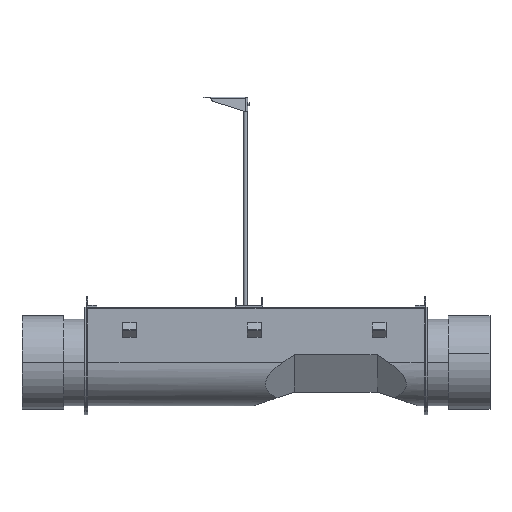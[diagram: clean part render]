
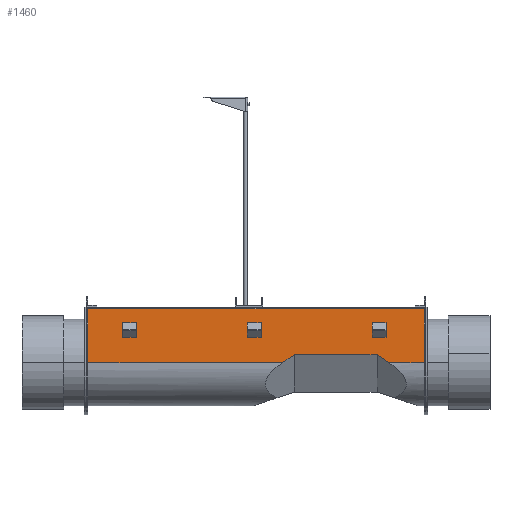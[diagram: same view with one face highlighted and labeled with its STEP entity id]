
A CAD part, top view. The second image highlights one B-rep face of the part: STEP entity #1460.
In plain terms, the highlighted planar face has unit normal (0, 0, 1).
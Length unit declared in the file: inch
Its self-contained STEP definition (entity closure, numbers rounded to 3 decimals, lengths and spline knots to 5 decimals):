
#97 = VERTEX_POINT ( 'NONE', #4351 ) ;
#297 = CARTESIAN_POINT ( 'NONE',  ( 24.5, 13.75, 6.25 ) ) ;
#300 = DIRECTION ( 'NONE',  ( -1., 0., 0. ) ) ;
#390 = DIRECTION ( 'NONE',  ( -1., 0., 0. ) ) ;
#525 = LINE ( 'NONE', #6338, #3915 ) ;
#540 = VECTOR ( 'NONE', #300, 39.37008 ) ;
#688 = ORIENTED_EDGE ( 'NONE', *, *, #4675, .F. ) ;
#715 = LINE ( 'NONE', #3420, #540 ) ;
#717 = AXIS2_PLACEMENT_3D ( 'NONE', #4211, #1431, #6346 ) ;
#820 = CARTESIAN_POINT ( 'NONE',  ( 24.25, 6., 6.25 ) ) ;
#873 = DIRECTION ( 'NONE',  ( 0., -1., 0. ) ) ;
#966 = DIRECTION ( 'NONE',  ( 0., -1., 0. ) ) ;
#1043 = DIRECTION ( 'NONE',  ( -1., 0., 0. ) ) ;
#1130 = VERTEX_POINT ( 'NONE', #5589 ) ;
#1293 = VERTEX_POINT ( 'NONE', #820 ) ;
#1299 = EDGE_CURVE ( 'NONE', #1130, #3226, #5144, .T. ) ;
#1362 = VECTOR ( 'NONE', #966, 39.37008 ) ;
#1431 = DIRECTION ( 'NONE',  ( 0., 0., -1. ) ) ;
#1460 = ADVANCED_FACE ( 'NONE', ( #6246 ), #2080, .F. ) ;
#1485 = VECTOR ( 'NONE', #390, 39.37008 ) ;
#1644 = DIRECTION ( 'NONE',  ( -0.832, -0.555, 0. ) ) ;
#1687 = CARTESIAN_POINT ( 'NONE',  ( 17.45938, 7.12917, 6.25 ) ) ;
#1729 = ORIENTED_EDGE ( 'NONE', *, *, #1299, .T. ) ;
#1756 = ORIENTED_EDGE ( 'NONE', *, *, #4180, .F. ) ;
#2080 = PLANE ( 'NONE',  #717 ) ;
#2110 = ORIENTED_EDGE ( 'NONE', *, *, #2712, .F. ) ;
#2198 = LINE ( 'NONE', #4903, #4575 ) ;
#2266 = CARTESIAN_POINT ( 'NONE',  ( 19.1508, 6., 6.25 ) ) ;
#2419 = VERTEX_POINT ( 'NONE', #2903 ) ;
#2565 = LINE ( 'NONE', #3100, #1485 ) ;
#2712 = EDGE_CURVE ( 'NONE', #2419, #97, #2198, .T. ) ;
#2891 = CARTESIAN_POINT ( 'NONE',  ( 19.15671, 5.99606, 6.25 ) ) ;
#2903 = CARTESIAN_POINT ( 'NONE',  ( 3.8492, 6., 6.25 ) ) ;
#3055 = LINE ( 'NONE', #6225, #4179 ) ;
#3100 = CARTESIAN_POINT ( 'NONE',  ( 24.5, 7.12917, 6.25 ) ) ;
#3133 = ORIENTED_EDGE ( 'NONE', *, *, #5074, .F. ) ;
#3226 = VERTEX_POINT ( 'NONE', #4237 ) ;
#3420 = CARTESIAN_POINT ( 'NONE',  ( 24.5, 6., 6.25 ) ) ;
#3630 = CARTESIAN_POINT ( 'NONE',  ( 24.25, 14., 6.25 ) ) ;
#3793 = VECTOR ( 'NONE', #4071, 39.37008 ) ;
#3843 = VERTEX_POINT ( 'NONE', #1687 ) ;
#3915 = VECTOR ( 'NONE', #1644, 39.37008 ) ;
#3940 = LINE ( 'NONE', #2891, #4820 ) ;
#4071 = DIRECTION ( 'NONE',  ( -1., 0., 0. ) ) ;
#4077 = ORIENTED_EDGE ( 'NONE', *, *, #6780, .F. ) ;
#4101 = ORIENTED_EDGE ( 'NONE', *, *, #6876, .F. ) ;
#4179 = VECTOR ( 'NONE', #873, 39.37008 ) ;
#4180 = EDGE_CURVE ( 'NONE', #6705, #2419, #525, .T. ) ;
#4211 = CARTESIAN_POINT ( 'NONE',  ( 24.5, 14., 6.25 ) ) ;
#4237 = CARTESIAN_POINT ( 'NONE',  ( -24.25, 13.75, 6.25 ) ) ;
#4285 = ORIENTED_EDGE ( 'NONE', *, *, #6466, .T. ) ;
#4351 = CARTESIAN_POINT ( 'NONE',  ( -24.25, 6., 6.25 ) ) ;
#4500 = DIRECTION ( 'NONE',  ( -0.832, 0.555, 0. ) ) ;
#4501 = EDGE_LOOP ( 'NONE', ( #1756, #4101, #688, #3133, #4077, #1729, #4285, #2110 ) ) ;
#4575 = VECTOR ( 'NONE', #1043, 39.37008 ) ;
#4675 = EDGE_CURVE ( 'NONE', #5615, #3843, #3940, .T. ) ;
#4820 = VECTOR ( 'NONE', #4500, 39.37008 ) ;
#4854 = CARTESIAN_POINT ( 'NONE',  ( 5.54062, 7.12917, 6.25 ) ) ;
#4903 = CARTESIAN_POINT ( 'NONE',  ( 24.5, 6., 6.25 ) ) ;
#5074 = EDGE_CURVE ( 'NONE', #1293, #5615, #715, .T. ) ;
#5144 = LINE ( 'NONE', #297, #3793 ) ;
#5265 = LINE ( 'NONE', #3630, #1362 ) ;
#5589 = CARTESIAN_POINT ( 'NONE',  ( 24.25, 13.75, 6.25 ) ) ;
#5615 = VERTEX_POINT ( 'NONE', #2266 ) ;
#6225 = CARTESIAN_POINT ( 'NONE',  ( -24.25, 14., 6.25 ) ) ;
#6246 = FACE_OUTER_BOUND ( 'NONE', #4501, .T. ) ;
#6338 = CARTESIAN_POINT ( 'NONE',  ( 21.82807, 18.00239, 6.25 ) ) ;
#6346 = DIRECTION ( 'NONE',  ( 0., 1., 0. ) ) ;
#6466 = EDGE_CURVE ( 'NONE', #3226, #97, #3055, .T. ) ;
#6705 = VERTEX_POINT ( 'NONE', #4854 ) ;
#6780 = EDGE_CURVE ( 'NONE', #1130, #1293, #5265, .T. ) ;
#6876 = EDGE_CURVE ( 'NONE', #3843, #6705, #2565, .T. ) ;
